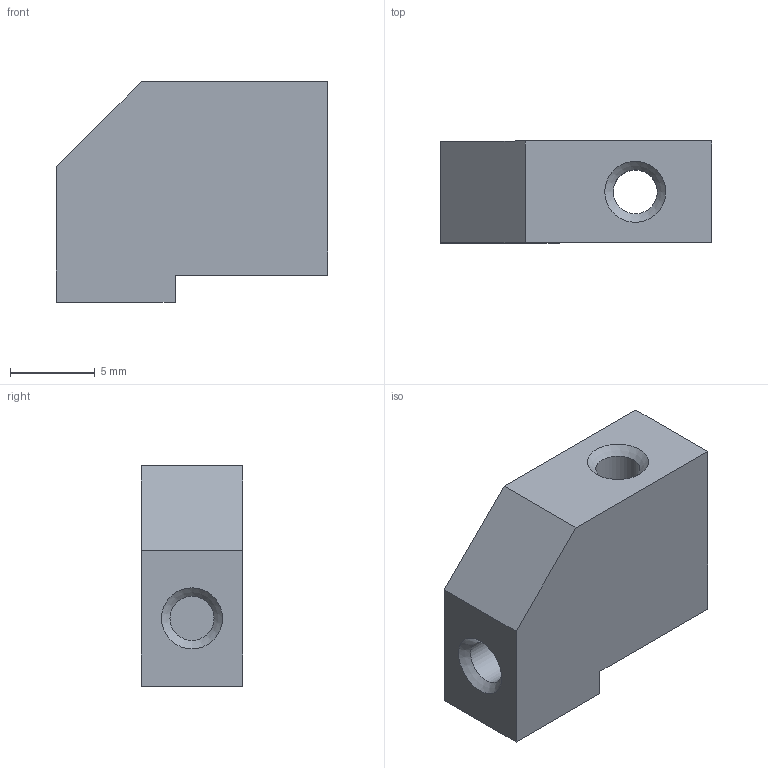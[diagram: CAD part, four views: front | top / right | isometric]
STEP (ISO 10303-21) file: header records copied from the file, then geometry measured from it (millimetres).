
FILE_DESCRIPTION(('FreeCAD Model'),'2;1');
FILE_NAME('PCB-MB-01.step', '2018-05-10T11:23:44',('kicad StepUp'),('ksu MCAD'), 'Open CASCADE STEP processor 6.8','FreeCAD','Unknown');
FILE_SCHEMA(('AUTOMOTIVE_DESIGN_CC2 { 1 2 10303 214 -1 1 5 4 }'));
Length unit declared in the file: millimetre
Products named in the file (1): Chamfer
Bounding box: 16 x 6 x 13 mm (x, y, z)
Volume: 974.8 mm3; surface area: 842.4 mm2
Topology: 1 solids, 1 shells, 15 faces, 33 edges, 21 vertices
Faces by surface type: plane 10, cone 3, cylinder 2
Full cylindrical faces by diameter (mm): 2.6 x2
Entity records: 435 total; most frequent: DIRECTION 72, CARTESIAN_POINT 70, ORIENTED_EDGE 66, EDGE_CURVE 33, LINE 26, VECTOR 26, AXIS2_PLACEMENT_3D 23, VERTEX_POINT 21
